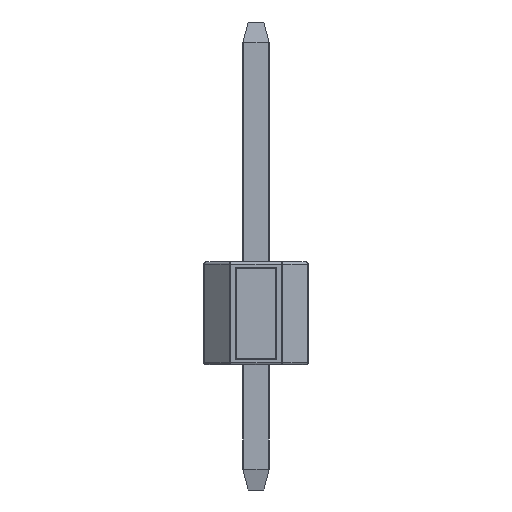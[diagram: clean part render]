
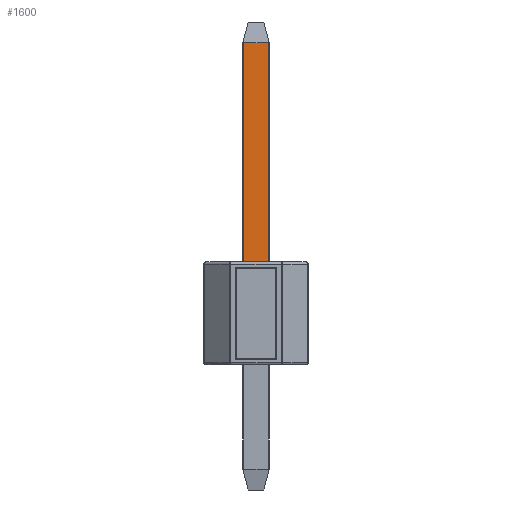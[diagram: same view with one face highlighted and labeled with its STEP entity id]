
A CAD part, left-side view. The second image highlights one B-rep face of the part: STEP entity #1600.
In plain terms, the highlighted planar face has unit normal (-1, 0, 0).
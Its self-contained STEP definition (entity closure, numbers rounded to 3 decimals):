
#251=FACE_OUTER_BOUND('',#345,.T.);
#345=EDGE_LOOP('',(#1290,#1291,#1292,#1293));
#454=LINE('',#2626,#594);
#477=LINE('',#2674,#617);
#478=LINE('',#2676,#618);
#479=LINE('',#2677,#619);
#594=VECTOR('',#2170,10.);
#617=VECTOR('',#2221,10.);
#618=VECTOR('',#2222,10.);
#619=VECTOR('',#2223,10.);
#658=VERTEX_POINT('',#2367);
#661=VERTEX_POINT('',#2374);
#740=VERTEX_POINT('',#2673);
#741=VERTEX_POINT('',#2675);
#910=EDGE_CURVE('',#661,#658,#454,.T.);
#933=EDGE_CURVE('',#740,#658,#477,.T.);
#934=EDGE_CURVE('',#741,#740,#478,.T.);
#935=EDGE_CURVE('',#661,#741,#479,.T.);
#1290=ORIENTED_EDGE('',*,*,#910,.T.);
#1291=ORIENTED_EDGE('',*,*,#933,.F.);
#1292=ORIENTED_EDGE('',*,*,#934,.F.);
#1293=ORIENTED_EDGE('',*,*,#935,.F.);
#1423=PLANE('',#1800);
#1600=ADVANCED_FACE('',(#251),#1423,.T.);
#1800=AXIS2_PLACEMENT_3D('',#2672,#2219,#2220);
#2170=DIRECTION('',(0.,-1.,0.));
#2219=DIRECTION('center_axis',(-1.,0.,0.));
#2220=DIRECTION('ref_axis',(0.,0.,1.));
#2221=DIRECTION('',(0.,0.,-1.));
#2222=DIRECTION('',(0.,-1.,0.));
#2223=DIRECTION('',(0.,0.,1.));
#2367=CARTESIAN_POINT('',(-0.32,-0.297,2.5));
#2374=CARTESIAN_POINT('',(-0.32,0.292,2.5));
#2626=CARTESIAN_POINT('',(-0.32,-0.003,2.5));
#2672=CARTESIAN_POINT('Origin',(-0.32,-0.003,2.645));
#2673=CARTESIAN_POINT('',(-0.32,-0.297,7.832));
#2674=CARTESIAN_POINT('',(-0.32,-0.297,5.493));
#2675=CARTESIAN_POINT('',(-0.32,0.292,7.832));
#2676=CARTESIAN_POINT('',(-0.32,0.158,7.832));
#2677=CARTESIAN_POINT('',(-0.32,0.292,-0.202));
